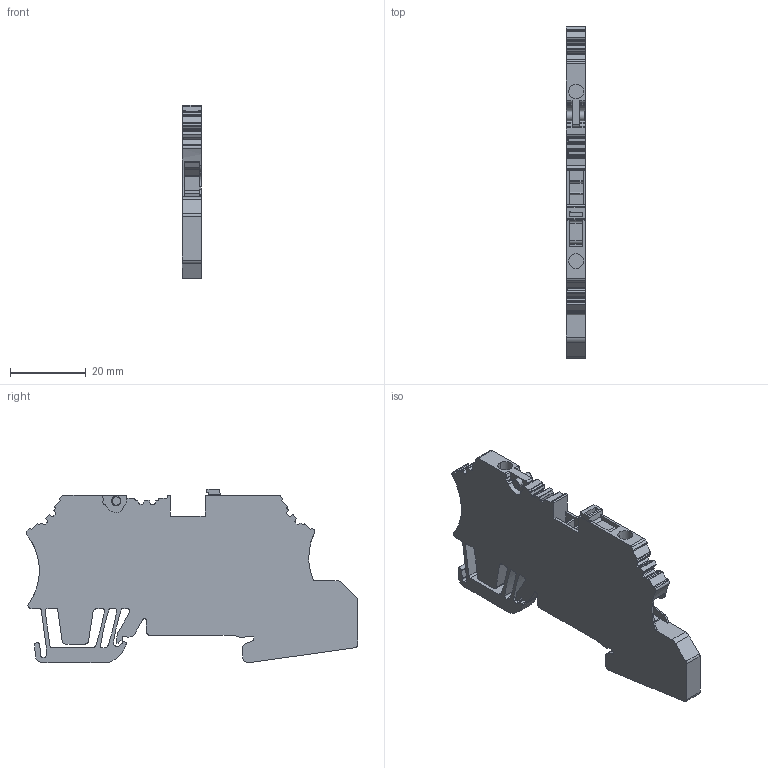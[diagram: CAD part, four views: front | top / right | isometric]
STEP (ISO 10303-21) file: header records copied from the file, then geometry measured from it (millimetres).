
FILE_DESCRIPTION(('CATIA V5 STEP Exchange','CAx-IF Rec.Pracs.--- Model Styling and Organization---1.4--- 2014-01-23'),'2;1');
FILE_NAME ('D1450376_0', '2020-02-17T08:46:40+00:00', ('none'), ('Weidmueller'), 'CATIA Version 5-6 Release 2016 SP3 HF44', 'CATIA V5 STEP AP214', 'none');
FILE_SCHEMA(('AUTOMOTIVE_DESIGN { 1 0 10303 214 1 1 1 1 }'));
Length unit declared in the file: millimetre
Products named in the file (1): 1270070000_WMF_2-5_DI_BL
Bounding box: 5.08 x 87.73 x 45.85 mm (x, y, z)
Volume: 13208.7 mm3; surface area: 9385.8 mm2
Topology: 2 solids, 2 shells, 470 faces, 1415 edges, 958 vertices
Faces by surface type: plane 236, cylinder 230, torus 4
Entity records: 15356 total; most frequent: CARTESIAN_POINT 2995, ORIENTED_EDGE 2830, DIRECTION 2130, EDGE_CURVE 1415, VERTEX_POINT 958, VECTOR 900, LINE 900, AXIS2_PLACEMENT_3D 835
